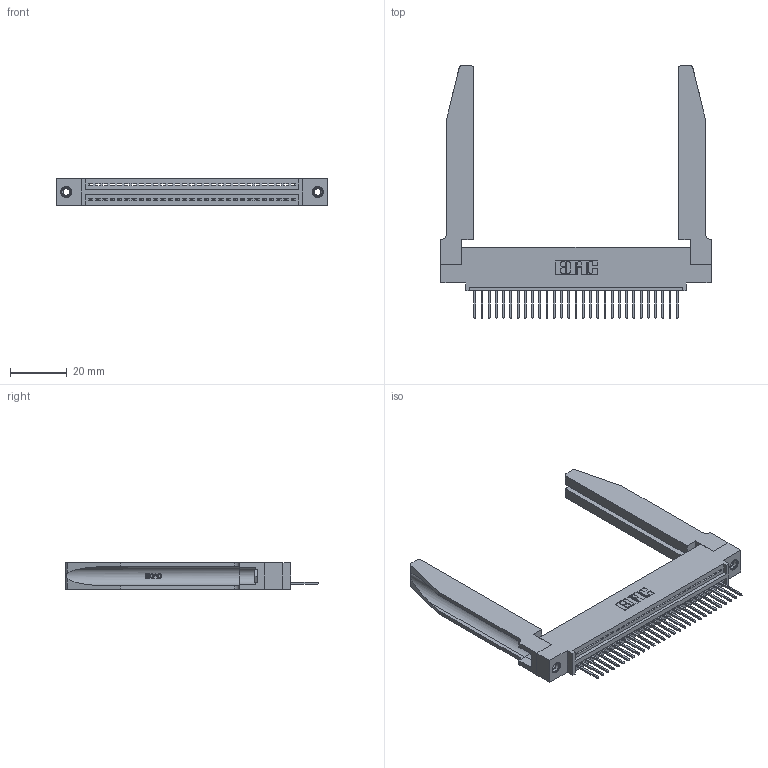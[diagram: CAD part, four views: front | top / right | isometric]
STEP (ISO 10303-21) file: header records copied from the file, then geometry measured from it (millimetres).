
FILE_DESCRIPTION (( 'STEP AP203' ), '1' );
FILE_NAME ('395-029-523-478.STEP', '2019-10-19T05:07:10', ( '' ), ( '' ), 'SwSTEP 2.0', 'SolidWorks 2016', '' );
FILE_SCHEMA (( 'CONFIG_CONTROL_DESIGN' ));
Length unit declared in the file: inch
Products named in the file (5): 345-220-078_345-220-078; 345-292-001_345-293-123; 345-250-001_345-250-001-102; 345 Part_0.110 Offset - 0.156 Dia-TH; 395-029-523-478
Assembly tree (34 placements, depth 2):
  395-029-523-478
    345 Part_0.110 Offset - 0.156 Dia-TH
    345-292-001_345-293-123  x29
    345-250-001_345-250-001-102  x2
    345-220-078_345-220-078  x2
Bounding box: 94.89 x 88.57 x 9.4 mm (x, y, z)
Volume: 16592.6 mm3; surface area: 18506.2 mm2
Topology: 34 solids, 34 shells, 2046 faces, 6065 edges, 3994 vertices
Faces by surface type: plane 1386, cylinder 608, bspline 36, cone 12, torus 4
Entity records: 28466 total; most frequent: CARTESIAN_POINT 5830, ORIENTED_EDGE 4690, DIRECTION 4117, EDGE_CURVE 2345, LINE 2003, VECTOR 2003, VERTEX_POINT 1556, AXIS2_PLACEMENT_3D 1057
